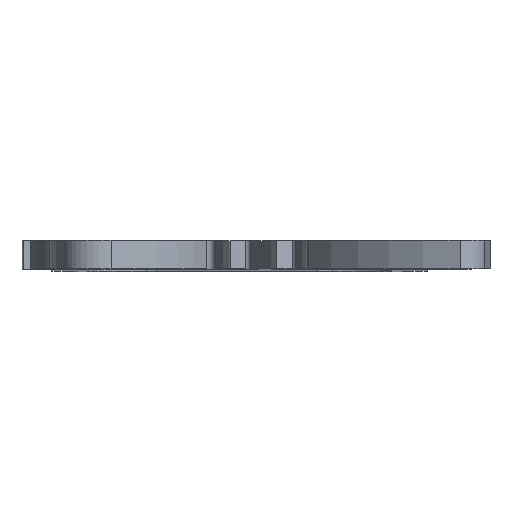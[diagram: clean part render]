
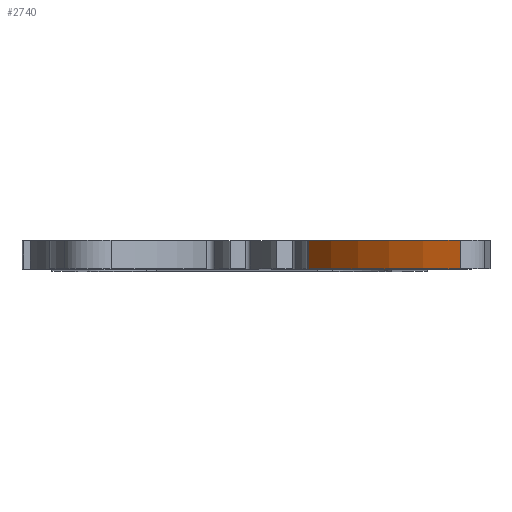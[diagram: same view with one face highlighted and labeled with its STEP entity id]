
A CAD part, top view. The second image highlights one B-rep face of the part: STEP entity #2740.
In plain terms, the highlighted cylindrical face has radius 9.595 mm (diameter 19.191 mm), a partial arc.
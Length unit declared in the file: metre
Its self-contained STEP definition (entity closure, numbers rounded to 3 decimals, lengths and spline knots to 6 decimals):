
#241=LINE('',#4631,#468);
#242=LINE('',#4637,#469);
#468=VECTOR('',#3741,1.);
#469=VECTOR('',#3748,1.);
#897=ORIENTED_EDGE('',*,*,#1628,.T.);
#898=ORIENTED_EDGE('',*,*,#1629,.F.);
#899=ORIENTED_EDGE('',*,*,#1630,.F.);
#900=ORIENTED_EDGE('',*,*,#1626,.T.);
#1626=EDGE_CURVE('',#1963,#1962,#241,.T.);
#1628=EDGE_CURVE('',#1962,#1964,#2138,.T.);
#1629=EDGE_CURVE('',#1965,#1964,#242,.T.);
#1630=EDGE_CURVE('',#1963,#1965,#2139,.T.);
#1962=VERTEX_POINT('',#4630);
#1963=VERTEX_POINT('',#4632);
#1964=VERTEX_POINT('',#4636);
#1965=VERTEX_POINT('',#4638);
#2138=CIRCLE('',#3033,0.009596);
#2139=CIRCLE('',#3034,0.009596);
#2306=EDGE_LOOP('',(#897,#898,#899,#900));
#2477=FACE_BOUND('',#2306,.T.);
#2609=CYLINDRICAL_SURFACE('',#3032,0.009596);
#2740=ADVANCED_FACE('',(#2477),#2609,.T.);
#3032=AXIS2_PLACEMENT_3D('',#4634,#3744,#3745);
#3033=AXIS2_PLACEMENT_3D('',#4635,#3746,#3747);
#3034=AXIS2_PLACEMENT_3D('',#4639,#3749,#3750);
#3741=DIRECTION('',(0.,1.,0.));
#3744=DIRECTION('',(0.,1.,0.));
#3745=DIRECTION('',(0.,0.,1.));
#3746=DIRECTION('',(0.,-1.,0.));
#3747=DIRECTION('',(0.,0.,-1.));
#3748=DIRECTION('',(0.,1.,0.));
#3749=DIRECTION('',(0.,-1.,0.));
#3750=DIRECTION('',(0.,0.,-1.));
#4630=CARTESIAN_POINT('',(0.008081,0.,0.059706));
#4631=CARTESIAN_POINT('',(0.008081,-0.001,0.059706));
#4632=CARTESIAN_POINT('',(0.008081,-0.001,0.059706));
#4634=CARTESIAN_POINT('',(0.011047,-0.001,0.05058));
#4635=CARTESIAN_POINT('',(0.011047,0.,0.05058));
#4636=CARTESIAN_POINT('',(0.002727,0.,0.055361));
#4637=CARTESIAN_POINT('',(0.002727,-0.001,0.055361));
#4638=CARTESIAN_POINT('',(0.002727,-0.001,0.055361));
#4639=CARTESIAN_POINT('',(0.011047,-0.001,0.05058));
